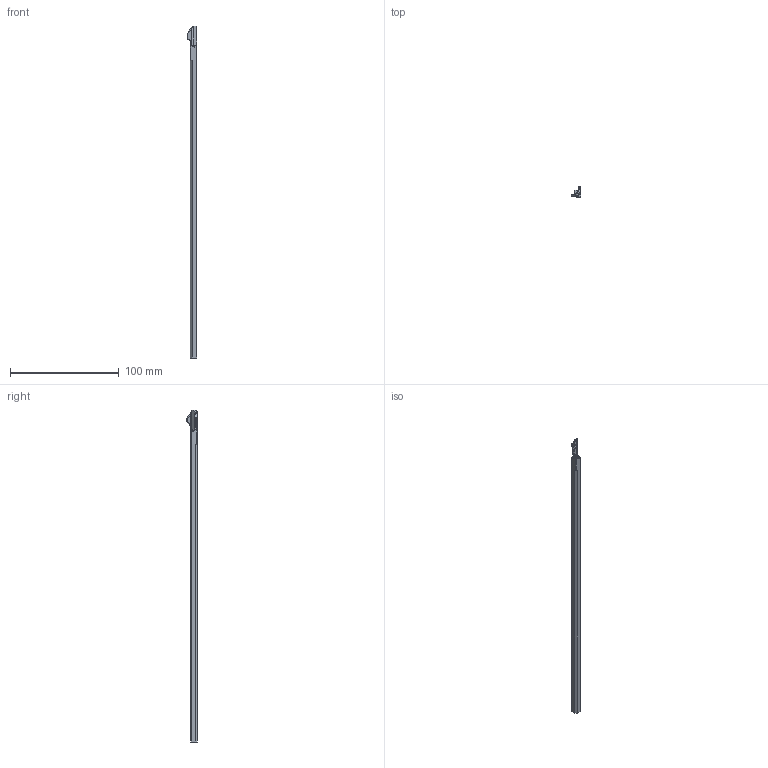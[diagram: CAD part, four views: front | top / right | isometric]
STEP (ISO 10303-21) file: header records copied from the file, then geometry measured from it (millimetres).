
FILE_DESCRIPTION((''),'2;1');
FILE_NAME('PN-145368','2014-12-11T',('kleis'),('Rockwell Automation'),'PRO/ENGINEER BY PARAMETRIC TECHNOLOGY CORPORATION, 2012480','PRO/ENGINEER BY PARAMETRIC TECHNOLOGY CORPORATION, 2012480','');
FILE_SCHEMA(('CONFIG_CONTROL_DESIGN'));
Length unit declared in the file: inch
Products named in the file (1): PN-145368
Bounding box: 9.07 x 9.47 x 304.8 mm (x, y, z)
Volume: 10326 mm3; surface area: 6963.5 mm2
Topology: 1 solids, 1 shells, 89 faces, 208 edges, 121 vertices
Faces by surface type: cylinder 37, bspline 27, plane 20, torus 5
Entity records: 3636 total; most frequent: CARTESIAN_POINT 1725, ORIENTED_EDGE 416, DIRECTION 358, EDGE_CURVE 208, AXIS2_PLACEMENT_3D 135, VERTEX_POINT 121, EDGE_LOOP 89, FACE_OUTER_BOUND 89
